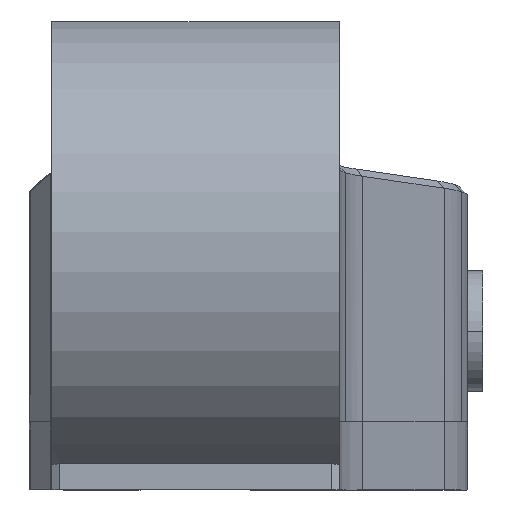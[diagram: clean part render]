
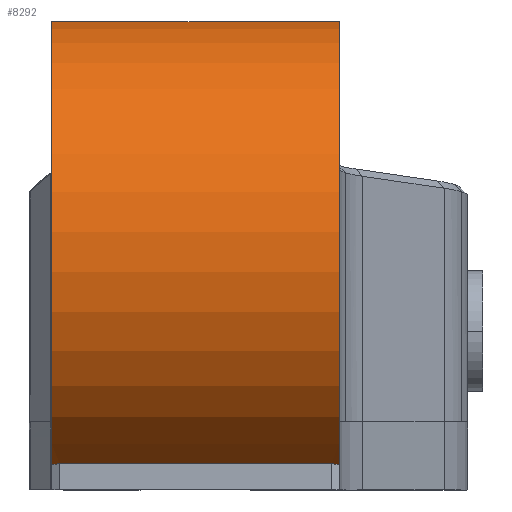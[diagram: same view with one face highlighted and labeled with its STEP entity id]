
A CAD part, left-side view. The second image highlights one B-rep face of the part: STEP entity #8292.
In plain terms, the highlighted cylindrical face has radius 15.5 mm (diameter 31 mm), a partial arc.
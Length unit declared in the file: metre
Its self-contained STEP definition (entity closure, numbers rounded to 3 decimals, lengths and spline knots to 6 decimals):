
#308 = CARTESIAN_POINT ( 'NONE',  ( -0.007121, 0.012666, -0.013768 ) ) ;
#369 = DIRECTION ( 'NONE',  ( 0., 1., 0. ) ) ;
#627 = LINE ( 'NONE', #1622, #8608 ) ;
#894 = CARTESIAN_POINT ( 'NONE',  ( -0.007217, -0.0055, -0.013717 ) ) ;
#948 = CARTESIAN_POINT ( 'NONE',  ( 0., -0.006, 0. ) ) ;
#1143 = EDGE_CURVE ( 'NONE', #1651, #1474, #5707, .T. ) ;
#1194 = CARTESIAN_POINT ( 'NONE',  ( -0.007217, 0.0125, -0.013717 ) ) ;
#1461 = DIRECTION ( 'NONE',  ( 0., -1., 0. ) ) ;
#1474 = VERTEX_POINT ( 'NONE', #10297 ) ;
#1622 = CARTESIAN_POINT ( 'NONE',  ( -0.007217, 0., -0.013717 ) ) ;
#1651 = VERTEX_POINT ( 'NONE', #6578 ) ;
#1816 = ORIENTED_EDGE ( 'NONE', *, *, #2403, .F. ) ;
#2114 = EDGE_CURVE ( 'NONE', #1474, #5798, #3262, .T. ) ;
#2385 = DIRECTION ( 'NONE',  ( 0., 1., 0. ) ) ;
#2403 = EDGE_CURVE ( 'NONE', #10105, #4846, #627, .T. ) ;
#2466 = CIRCLE ( 'NONE', #7697, 0.0155 ) ;
#2703 = ORIENTED_EDGE ( 'NONE', *, *, #1143, .F. ) ;
#3187 = ORIENTED_EDGE ( 'NONE', *, *, #8113, .F. ) ;
#3262 = LINE ( 'NONE', #9715, #3746 ) ;
#3746 = VECTOR ( 'NONE', #1461, 1. ) ;
#4652 = CARTESIAN_POINT ( 'NONE',  ( 0., 0.013, 0. ) ) ;
#4846 = VERTEX_POINT ( 'NONE', #5345 ) ;
#5253 = EDGE_CURVE ( 'NONE', #5798, #6949, #2466, .T. ) ;
#5336 = EDGE_LOOP ( 'NONE', ( #7157, #8183, #11543, #2703, #3187, #1816 ) ) ;
#5340 = CARTESIAN_POINT ( 'NONE',  ( -0.007025, -0.005832, -0.013817 ) ) ;
#5345 = CARTESIAN_POINT ( 'NONE',  ( -0.007217, 0.0125, -0.013717 ) ) ;
#5707 = CIRCLE ( 'NONE', #10788, 0.0155 ) ;
#5798 = VERTEX_POINT ( 'NONE', #11313 ) ;
#6367 = DIRECTION ( 'NONE',  ( -0.408, 0., -0.913 ) ) ;
#6533 = AXIS2_PLACEMENT_3D ( 'NONE', #11290, #369, #9332 ) ;
#6578 = CARTESIAN_POINT ( 'NONE',  ( -0.006928, 0.013, -0.013865 ) ) ;
#6738 = CYLINDRICAL_SURFACE ( 'NONE', #6533, 0.0155 ) ;
#6949 = VERTEX_POINT ( 'NONE', #9335 ) ;
#7157 = ORIENTED_EDGE ( 'NONE', *, *, #11253, .F. ) ;
#7183 = DIRECTION ( 'NONE',  ( 0., 1., 0. ) ) ;
#7445 = CARTESIAN_POINT ( 'NONE',  ( -0.006928, 0.013, -0.013865 ) ) ;
#7697 = AXIS2_PLACEMENT_3D ( 'NONE', #948, #10807, #8969 ) ;
#8113 = EDGE_CURVE ( 'NONE', #4846, #1651, #10248, .T. ) ;
#8183 = ORIENTED_EDGE ( 'NONE', *, *, #5253, .F. ) ;
#8292 = ADVANCED_FACE ( 'NONE', ( #11226 ), #6738, .T. ) ;
#8608 = VECTOR ( 'NONE', #2385, 1. ) ;
#8919 = CARTESIAN_POINT ( 'NONE',  ( -0.007121, -0.005666, -0.013768 ) ) ;
#8969 = DIRECTION ( 'NONE',  ( -0.408, 0., -0.913 ) ) ;
#9332 = DIRECTION ( 'NONE',  ( -0.408, 0., -0.913 ) ) ;
#9335 = CARTESIAN_POINT ( 'NONE',  ( -0.006928, -0.006, -0.013865 ) ) ;
#9715 = CARTESIAN_POINT ( 'NONE',  ( 0.001291, 0.013, 0.015446 ) ) ;
#9808 = CARTESIAN_POINT ( 'NONE',  ( -0.006928, -0.006, -0.013865 ) ) ;
#9993 = CARTESIAN_POINT ( 'NONE',  ( -0.007025, 0.012832, -0.013817 ) ) ;
#10105 = VERTEX_POINT ( 'NONE', #10912 ) ;
#10248 =( BOUNDED_CURVE ( )  B_SPLINE_CURVE ( 3, ( #1194, #308, #9993, #7445 ),
 .UNSPECIFIED., .F., .T. ) 
 B_SPLINE_CURVE_WITH_KNOTS ( ( 4, 4 ),
 ( 1.086478, 1.107409 ),
 .UNSPECIFIED. ) 
 CURVE ( )  GEOMETRIC_REPRESENTATION_ITEM ( )  RATIONAL_B_SPLINE_CURVE ( ( 1., 1., 1., 1. ) ) 
 REPRESENTATION_ITEM ( '' )  );
#10297 = CARTESIAN_POINT ( 'NONE',  ( 0.001291, 0.013, 0.015446 ) ) ;
#10788 = AXIS2_PLACEMENT_3D ( 'NONE', #4652, #7183, #6367 ) ;
#10807 = DIRECTION ( 'NONE',  ( 0., -1., 0. ) ) ;
#10912 = CARTESIAN_POINT ( 'NONE',  ( -0.007217, -0.0055, -0.013717 ) ) ;
#11014 =( BOUNDED_CURVE ( )  B_SPLINE_CURVE ( 3, ( #9808, #5340, #8919, #894 ),
 .UNSPECIFIED., .F., .T. ) 
 B_SPLINE_CURVE_WITH_KNOTS ( ( 4, 4 ),
 ( 5.175776, 5.196707 ),
 .UNSPECIFIED. ) 
 CURVE ( )  GEOMETRIC_REPRESENTATION_ITEM ( )  RATIONAL_B_SPLINE_CURVE ( ( 1., 1., 1., 1. ) ) 
 REPRESENTATION_ITEM ( '' )  );
#11226 = FACE_OUTER_BOUND ( 'NONE', #5336, .T. ) ;
#11253 = EDGE_CURVE ( 'NONE', #6949, #10105, #11014, .T. ) ;
#11290 = CARTESIAN_POINT ( 'NONE',  ( 0., 0., 0. ) ) ;
#11313 = CARTESIAN_POINT ( 'NONE',  ( 0.001291, -0.006, 0.015446 ) ) ;
#11543 = ORIENTED_EDGE ( 'NONE', *, *, #2114, .F. ) ;
